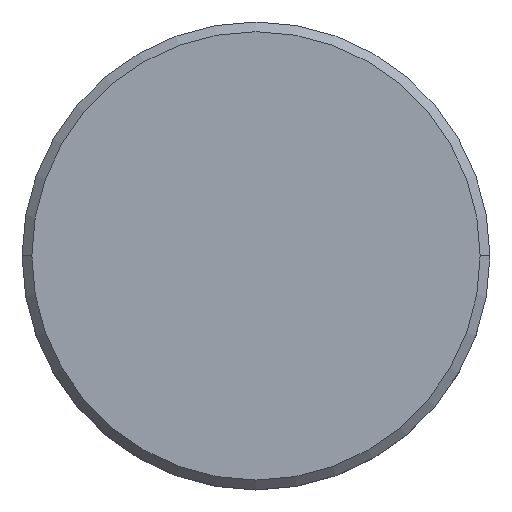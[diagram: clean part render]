
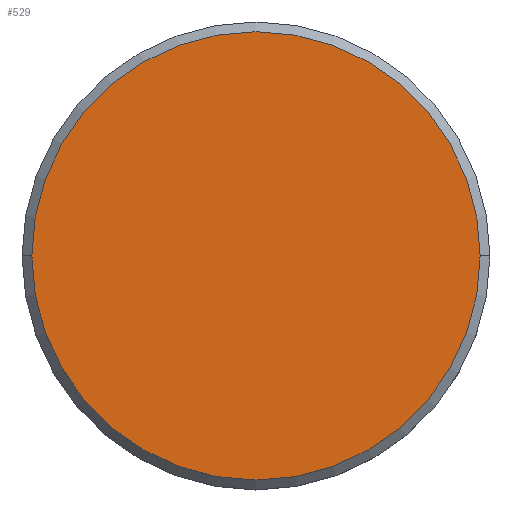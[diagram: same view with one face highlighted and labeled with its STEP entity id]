
A CAD part, top view. The second image highlights one B-rep face of the part: STEP entity #529.
In plain terms, the highlighted planar face has unit normal (0, 0, 1).
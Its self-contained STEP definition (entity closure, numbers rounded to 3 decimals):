
#55 = VERTEX_POINT ( 'NONE', #638 ) ;
#77 = FACE_OUTER_BOUND ( 'NONE', #403, .T. ) ;
#93 = CIRCLE ( 'NONE', #799, 11.5 ) ;
#103 = EDGE_CURVE ( 'NONE', #55, #765, #93, .T. ) ;
#140 = DIRECTION ( 'NONE',  ( 0., 0., 1. ) ) ;
#157 = ORIENTED_EDGE ( 'NONE', *, *, #103, .T. ) ;
#239 = CARTESIAN_POINT ( 'NONE',  ( 0., 0., 0. ) ) ;
#283 = CARTESIAN_POINT ( 'NONE',  ( 0., 0., 0. ) ) ;
#326 = DIRECTION ( 'NONE',  ( 1., 0., 0. ) ) ;
#403 = EDGE_LOOP ( 'NONE', ( #868, #157 ) ) ;
#449 = PLANE ( 'NONE',  #642 ) ;
#483 = CARTESIAN_POINT ( 'NONE',  ( -11.5, 0., 0. ) ) ;
#527 = CIRCLE ( 'NONE', #1140, 11.5 ) ;
#529 = ADVANCED_FACE ( 'NONE', ( #77 ), #449, .T. ) ;
#545 = DIRECTION ( 'NONE',  ( 1., 0., 0. ) ) ;
#638 = CARTESIAN_POINT ( 'NONE',  ( 11.5, 0., 0. ) ) ;
#642 = AXIS2_PLACEMENT_3D ( 'NONE', #822, #657, #545 ) ;
#648 = DIRECTION ( 'NONE',  ( 0., 0., 1. ) ) ;
#657 = DIRECTION ( 'NONE',  ( 0., 0., 1. ) ) ;
#662 = EDGE_CURVE ( 'NONE', #765, #55, #527, .T. ) ;
#765 = VERTEX_POINT ( 'NONE', #483 ) ;
#799 = AXIS2_PLACEMENT_3D ( 'NONE', #239, #140, #326 ) ;
#822 = CARTESIAN_POINT ( 'NONE',  ( 0., 0., 0. ) ) ;
#868 = ORIENTED_EDGE ( 'NONE', *, *, #662, .T. ) ;
#1045 = DIRECTION ( 'NONE',  ( 1., 0., 0. ) ) ;
#1140 = AXIS2_PLACEMENT_3D ( 'NONE', #283, #648, #1045 ) ;
